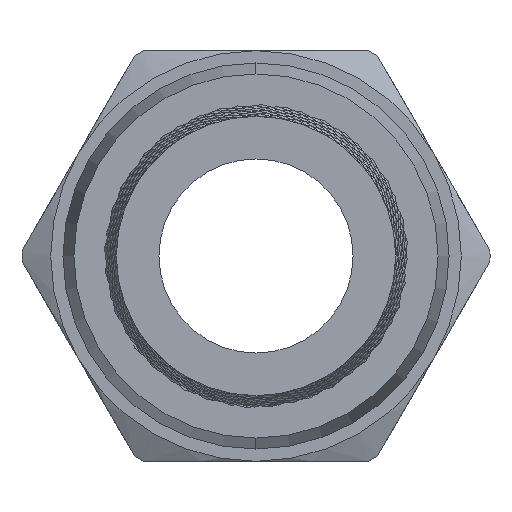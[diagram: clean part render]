
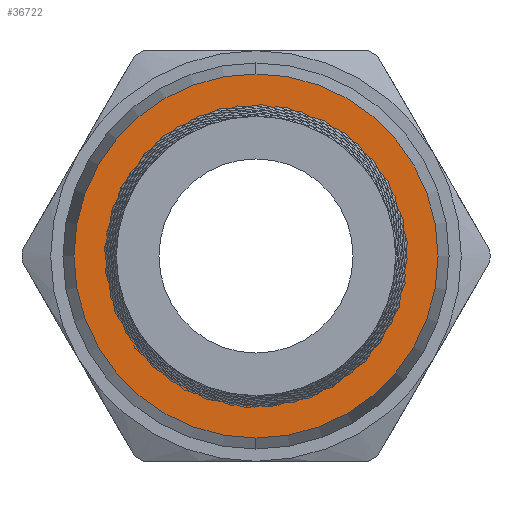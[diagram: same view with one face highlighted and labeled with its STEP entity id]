
A CAD part, left-side view. The second image highlights one B-rep face of the part: STEP entity #36722.
In plain terms, the highlighted planar face has unit normal (-1, 0, 0).
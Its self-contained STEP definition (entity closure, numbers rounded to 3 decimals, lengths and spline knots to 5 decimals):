
#5383 = ORIENTED_EDGE ( 'NONE', *, *, #36726, .F. ) ;
#5384 = ORIENTED_EDGE ( 'NONE', *, *, #25544, .F. ) ;
#6657 = DIRECTION ( 'NONE',  ( 0., 0., 1. ) ) ;
#25516 = VERTEX_POINT ( 'NONE', #28067 ) ;
#25544 = EDGE_CURVE ( 'NONE', #25571, #25516, #28149, .T. ) ;
#25571 = VERTEX_POINT ( 'NONE', #28163 ) ;
#27724 = AXIS2_PLACEMENT_3D ( 'NONE', #28509, #36740, #6657 ) ;
#27726 = CIRCLE ( 'NONE', #27724, 0.316 ) ;
#28067 = CARTESIAN_POINT ( 'NONE',  ( -0.59, 0., 0.316 ) ) ;
#28092 = CARTESIAN_POINT ( 'NONE',  ( -0.59, 0., 0. ) ) ;
#28146 = DIRECTION ( 'NONE',  ( 0., 0., 1. ) ) ;
#28147 = DIRECTION ( 'NONE',  ( -1., 0., 0. ) ) ;
#28148 = AXIS2_PLACEMENT_3D ( 'NONE', #28092, #28147, #28146 ) ;
#28149 = CIRCLE ( 'NONE', #28148, 0.316 ) ;
#28163 = CARTESIAN_POINT ( 'NONE',  ( -0.59, 0., -0.316 ) ) ;
#28314 = CARTESIAN_POINT ( 'NONE',  ( -0.59, 0., -0.41685 ) ) ;
#28315 = DIRECTION ( 'NONE',  ( 0., 0., -1. ) ) ;
#28316 = DIRECTION ( 'NONE',  ( -1., 0., 0. ) ) ;
#28317 = CARTESIAN_POINT ( 'NONE',  ( -0.59, 0., 0. ) ) ;
#28318 = AXIS2_PLACEMENT_3D ( 'NONE', #28317, #28316, #28315 ) ;
#28319 = CIRCLE ( 'NONE', #28318, 0.41685 ) ;
#28406 = CARTESIAN_POINT ( 'NONE',  ( -0.59, 0., 0.41685 ) ) ;
#28509 = CARTESIAN_POINT ( 'NONE',  ( -0.59, 0., 0. ) ) ;
#28511 = DIRECTION ( 'NONE',  ( 0., 0., -1. ) ) ;
#28512 = DIRECTION ( 'NONE',  ( 1., 0., 0. ) ) ;
#28513 = CARTESIAN_POINT ( 'NONE',  ( -0.59, 0.316, 0. ) ) ;
#28514 = AXIS2_PLACEMENT_3D ( 'NONE', #28513, #28512, #28511 ) ;
#28515 = PLANE ( 'NONE',  #28514 ) ;
#28516 = FACE_BOUND ( 'NONE', #36716, .T. ) ;
#28517 = FACE_OUTER_BOUND ( 'NONE', #36725, .T. ) ;
#28568 = DIRECTION ( 'NONE',  ( 0., 0., -1. ) ) ;
#28569 = DIRECTION ( 'NONE',  ( -1., 0., 0. ) ) ;
#28570 = CARTESIAN_POINT ( 'NONE',  ( -0.59, 0., 0. ) ) ;
#28571 = AXIS2_PLACEMENT_3D ( 'NONE', #28570, #28569, #28568 ) ;
#28572 = CIRCLE ( 'NONE', #28571, 0.41685 ) ;
#30674 = EDGE_CURVE ( 'NONE', #32647, #30779, #28319, .T. ) ;
#30779 = VERTEX_POINT ( 'NONE', #28314 ) ;
#32647 = VERTEX_POINT ( 'NONE', #28406 ) ;
#36711 = ORIENTED_EDGE ( 'NONE', *, *, #30674, .T. ) ;
#36716 = EDGE_LOOP ( 'NONE', ( #5383, #5384 ) ) ;
#36722 = ADVANCED_FACE ( 'NONE', ( #28517, #28516 ), #28515, .F. ) ;
#36723 = ORIENTED_EDGE ( 'NONE', *, *, #36728, .T. ) ;
#36725 = EDGE_LOOP ( 'NONE', ( #36723, #36711 ) ) ;
#36726 = EDGE_CURVE ( 'NONE', #25516, #25571, #27726, .T. ) ;
#36728 = EDGE_CURVE ( 'NONE', #30779, #32647, #28572, .T. ) ;
#36740 = DIRECTION ( 'NONE',  ( -1., 0., 0. ) ) ;
